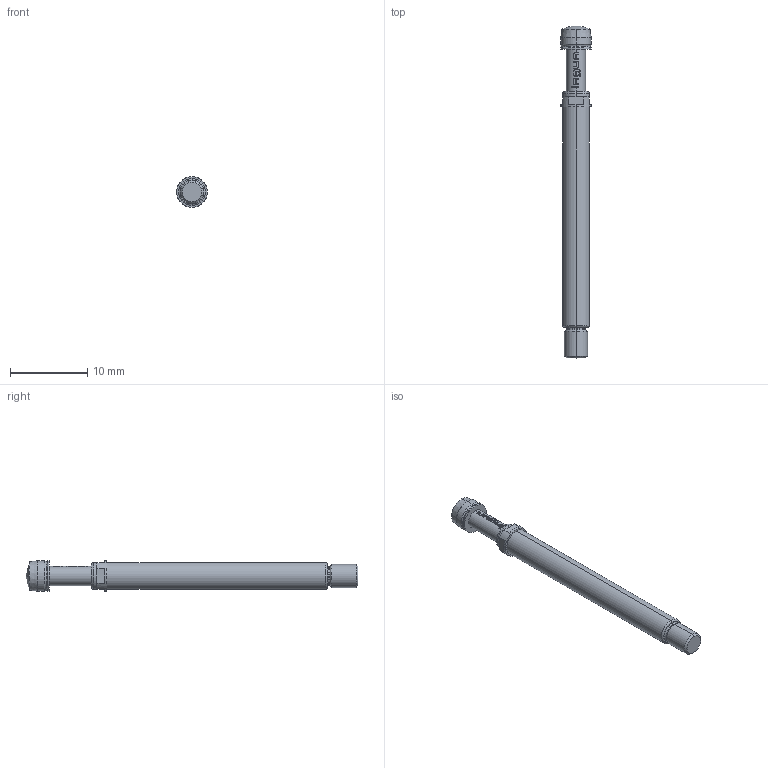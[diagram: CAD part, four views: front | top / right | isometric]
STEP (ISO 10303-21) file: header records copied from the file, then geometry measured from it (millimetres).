
FILE_DESCRIPTION (( 'STEP AP203' ), '1' );
FILE_NAME ('INGUN_HSS-150_305_400_S_xx02_M.STEP', '2022-02-02T13:38:36', ( 'ochi' ), ( '' ), 'SwSTEP 2.0', 'SolidWorks 2018', '' );
FILE_SCHEMA (( 'CONFIG_CONTROL_DESIGN' ));
Length unit declared in the file: millimetre
Products named in the file (1): INGUN_HSS-150_305_400_S_xx02_M
Bounding box: 4 x 43.1 x 4 mm (x, y, z)
Volume: 383.6 mm3; surface area: 489.8 mm2
Topology: 1 solids, 1 shells, 131 faces, 348 edges, 227 vertices
Faces by surface type: plane 56, cylinder 35, bspline 22, torus 10, cone 6, sphere 2
Entity records: 4467 total; most frequent: CARTESIAN_POINT 1227, ORIENTED_EDGE 696, DIRECTION 628, EDGE_CURVE 348, AXIS2_PLACEMENT_3D 256, VERTEX_POINT 227, CIRCLE 146, EDGE_LOOP 139
